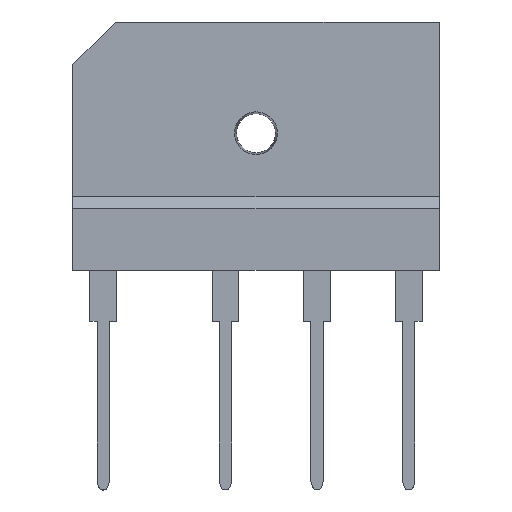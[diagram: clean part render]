
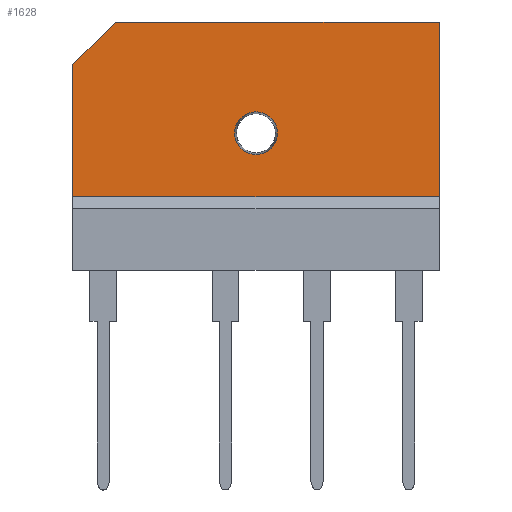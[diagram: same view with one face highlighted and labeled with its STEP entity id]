
A CAD part, top view. The second image highlights one B-rep face of the part: STEP entity #1628.
In plain terms, the highlighted planar face has unit normal (0, 0, 1).
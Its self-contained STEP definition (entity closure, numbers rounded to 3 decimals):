
#24 = LINE ( 'NONE', #311, #1434 ) ;
#33 = VECTOR ( 'NONE', #211, 1000. ) ;
#72 = VECTOR ( 'NONE', #1451, 1000. ) ;
#76 = EDGE_CURVE ( 'NONE', #736, #1728, #24, .T. ) ;
#211 = DIRECTION ( 'NONE',  ( 0.707, 0.707, 0. ) ) ;
#233 = CARTESIAN_POINT ( 'NONE',  ( 15., 38.3, 0.55 ) ) ;
#249 = ORIENTED_EDGE ( 'NONE', *, *, #76, .F. ) ;
#286 = DIRECTION ( 'NONE',  ( -1., 0., 0. ) ) ;
#311 = CARTESIAN_POINT ( 'NONE',  ( 15., 38.3, 0.55 ) ) ;
#410 = LINE ( 'NONE', #1198, #1754 ) ;
#437 = DIRECTION ( 'NONE',  ( 0., -1., 0. ) ) ;
#438 = EDGE_CURVE ( 'NONE', #1780, #1436, #410, .T. ) ;
#537 = VERTEX_POINT ( 'NONE', #1809 ) ;
#566 = AXIS2_PLACEMENT_3D ( 'NONE', #1676, #969, #1245 ) ;
#600 = LINE ( 'NONE', #992, #1801 ) ;
#679 = CARTESIAN_POINT ( 'NONE',  ( 15., 38.3, 0.55 ) ) ;
#685 = CARTESIAN_POINT ( 'NONE',  ( 1.75, 29.2, 0.55 ) ) ;
#716 = EDGE_LOOP ( 'NONE', ( #1247, #777, #762, #760, #249 ) ) ;
#731 = LINE ( 'NONE', #912, #33 ) ;
#736 = VERTEX_POINT ( 'NONE', #679 ) ;
#752 = DIRECTION ( 'NONE',  ( 0., 1., 0. ) ) ;
#753 = CIRCLE ( 'NONE', #566, 1.75 ) ;
#760 = ORIENTED_EDGE ( 'NONE', *, *, #1059, .F. ) ;
#762 = ORIENTED_EDGE ( 'NONE', *, *, #438, .T. ) ;
#777 = ORIENTED_EDGE ( 'NONE', *, *, #1669, .F. ) ;
#810 = LINE ( 'NONE', #1730, #72 ) ;
#822 = CARTESIAN_POINT ( 'NONE',  ( -15., 34.8, 0.55 ) ) ;
#842 = AXIS2_PLACEMENT_3D ( 'NONE', #1781, #914, #752 ) ;
#851 = EDGE_CURVE ( 'NONE', #736, #1557, #600, .T. ) ;
#893 = CARTESIAN_POINT ( 'NONE',  ( -15., 24., 0.55 ) ) ;
#912 = CARTESIAN_POINT ( 'NONE',  ( -15., 34.8, 0.55 ) ) ;
#914 = DIRECTION ( 'NONE',  ( 0., 0., -1. ) ) ;
#965 = PLANE ( 'NONE',  #971 ) ;
#969 = DIRECTION ( 'NONE',  ( 0., 0., -1. ) ) ;
#971 = AXIS2_PLACEMENT_3D ( 'NONE', #233, #1087, #1651 ) ;
#992 = CARTESIAN_POINT ( 'NONE',  ( 15., 38.3, 0.55 ) ) ;
#1059 = EDGE_CURVE ( 'NONE', #1728, #1436, #810, .T. ) ;
#1079 = EDGE_LOOP ( 'NONE', ( #1422, #1147 ) ) ;
#1087 = DIRECTION ( 'NONE',  ( 0., 0., -1. ) ) ;
#1114 = EDGE_CURVE ( 'NONE', #1319, #537, #1233, .T. ) ;
#1147 = ORIENTED_EDGE ( 'NONE', *, *, #1321, .T. ) ;
#1198 = CARTESIAN_POINT ( 'NONE',  ( -15., 38.3, 0.55 ) ) ;
#1233 = CIRCLE ( 'NONE', #842, 1.75 ) ;
#1245 = DIRECTION ( 'NONE',  ( 0., 1., 0. ) ) ;
#1247 = ORIENTED_EDGE ( 'NONE', *, *, #851, .T. ) ;
#1319 = VERTEX_POINT ( 'NONE', #685 ) ;
#1321 = EDGE_CURVE ( 'NONE', #537, #1319, #753, .T. ) ;
#1332 = FACE_OUTER_BOUND ( 'NONE', #716, .T. ) ;
#1422 = ORIENTED_EDGE ( 'NONE', *, *, #1114, .T. ) ;
#1434 = VECTOR ( 'NONE', #437, 1000. ) ;
#1436 = VERTEX_POINT ( 'NONE', #893 ) ;
#1446 = CARTESIAN_POINT ( 'NONE',  ( 15., 24., 0.55 ) ) ;
#1451 = DIRECTION ( 'NONE',  ( -1., 0., 0. ) ) ;
#1499 = CARTESIAN_POINT ( 'NONE',  ( -11.5, 38.3, 0.55 ) ) ;
#1557 = VERTEX_POINT ( 'NONE', #1499 ) ;
#1628 = ADVANCED_FACE ( 'NONE', ( #1665, #1332 ), #965, .F. ) ;
#1651 = DIRECTION ( 'NONE',  ( 0., 1., 0. ) ) ;
#1665 = FACE_BOUND ( 'NONE', #1079, .T. ) ;
#1669 = EDGE_CURVE ( 'NONE', #1780, #1557, #731, .T. ) ;
#1676 = CARTESIAN_POINT ( 'NONE',  ( 0., 29.2, 0.55 ) ) ;
#1728 = VERTEX_POINT ( 'NONE', #1446 ) ;
#1730 = CARTESIAN_POINT ( 'NONE',  ( 15., 24., 0.55 ) ) ;
#1754 = VECTOR ( 'NONE', #1783, 1000. ) ;
#1780 = VERTEX_POINT ( 'NONE', #822 ) ;
#1781 = CARTESIAN_POINT ( 'NONE',  ( 0., 29.2, 0.55 ) ) ;
#1783 = DIRECTION ( 'NONE',  ( 0., -1., 0. ) ) ;
#1801 = VECTOR ( 'NONE', #286, 1000. ) ;
#1809 = CARTESIAN_POINT ( 'NONE',  ( -1.75, 29.2, 0.55 ) ) ;
